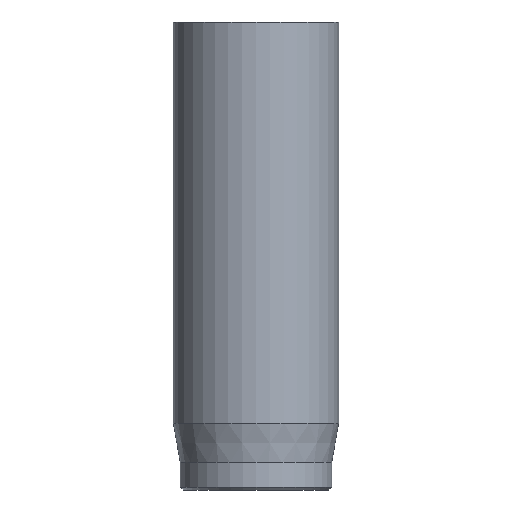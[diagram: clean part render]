
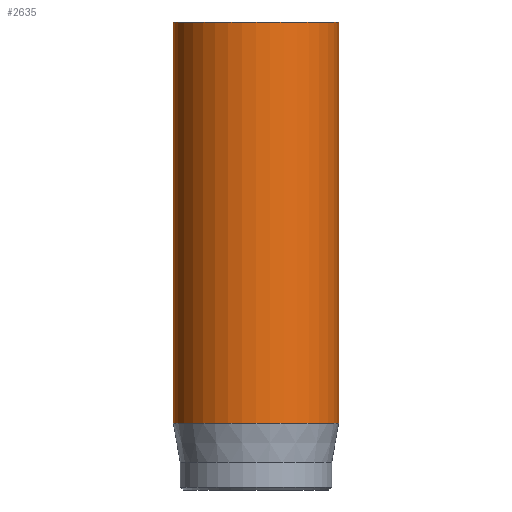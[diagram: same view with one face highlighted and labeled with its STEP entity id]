
A CAD part, front view. The second image highlights one B-rep face of the part: STEP entity #2635.
In plain terms, the highlighted cylindrical face has radius 3 mm (diameter 6 mm), a full revolution.
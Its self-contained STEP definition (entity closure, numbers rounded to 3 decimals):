
#32=CYLINDRICAL_SURFACE('',#2777,3.);
#47=CIRCLE('',#2745,3.);
#63=CIRCLE('',#2775,3.);
#64=CIRCLE('',#2776,3.);
#265=FACE_OUTER_BOUND('',#429,.T.);
#429=EDGE_LOOP('',(#2305,#2306,#2307,#2308,#2309));
#594=LINE('',#5129,#765);
#765=VECTOR('',#3074,3.);
#1190=VERTEX_POINT('',#5069);
#1206=VERTEX_POINT('',#5123);
#1207=VERTEX_POINT('',#5124);
#1555=EDGE_CURVE('',#1190,#1190,#47,.T.);
#1579=EDGE_CURVE('',#1206,#1207,#63,.T.);
#1580=EDGE_CURVE('',#1207,#1206,#64,.T.);
#1582=EDGE_CURVE('',#1190,#1206,#594,.T.);
#2305=ORIENTED_EDGE('',*,*,#1555,.T.);
#2306=ORIENTED_EDGE('',*,*,#1582,.T.);
#2307=ORIENTED_EDGE('',*,*,#1579,.T.);
#2308=ORIENTED_EDGE('',*,*,#1580,.T.);
#2309=ORIENTED_EDGE('',*,*,#1582,.F.);
#2635=ADVANCED_FACE('',(#265),#32,.T.);
#2745=AXIS2_PLACEMENT_3D('',#5070,#2999,#3000);
#2775=AXIS2_PLACEMENT_3D('',#5125,#3067,#3068);
#2776=AXIS2_PLACEMENT_3D('',#5126,#3069,#3070);
#2777=AXIS2_PLACEMENT_3D('',#5128,#3072,#3073);
#2999=DIRECTION('center_axis',(0.,0.,-1.));
#3000=DIRECTION('ref_axis',(-1.,0.,0.));
#3067=DIRECTION('center_axis',(0.,0.,1.));
#3068=DIRECTION('ref_axis',(-1.,0.,0.));
#3069=DIRECTION('center_axis',(0.,0.,1.));
#3070=DIRECTION('ref_axis',(-1.,0.,0.));
#3072=DIRECTION('center_axis',(0.,0.,1.));
#3073=DIRECTION('ref_axis',(-1.,0.,0.));
#3074=DIRECTION('',(0.,0.,-1.));
#5069=CARTESIAN_POINT('',(3.,0.,17.));
#5070=CARTESIAN_POINT('Origin',(0.,0.,17.));
#5123=CARTESIAN_POINT('',(3.,0.,2.418));
#5124=CARTESIAN_POINT('',(-3.,0.,2.418));
#5125=CARTESIAN_POINT('Origin',(0.,0.,2.418));
#5126=CARTESIAN_POINT('Origin',(0.,0.,2.418));
#5128=CARTESIAN_POINT('Origin',(0.,0.,0.));
#5129=CARTESIAN_POINT('',(3.,0.,0.));
